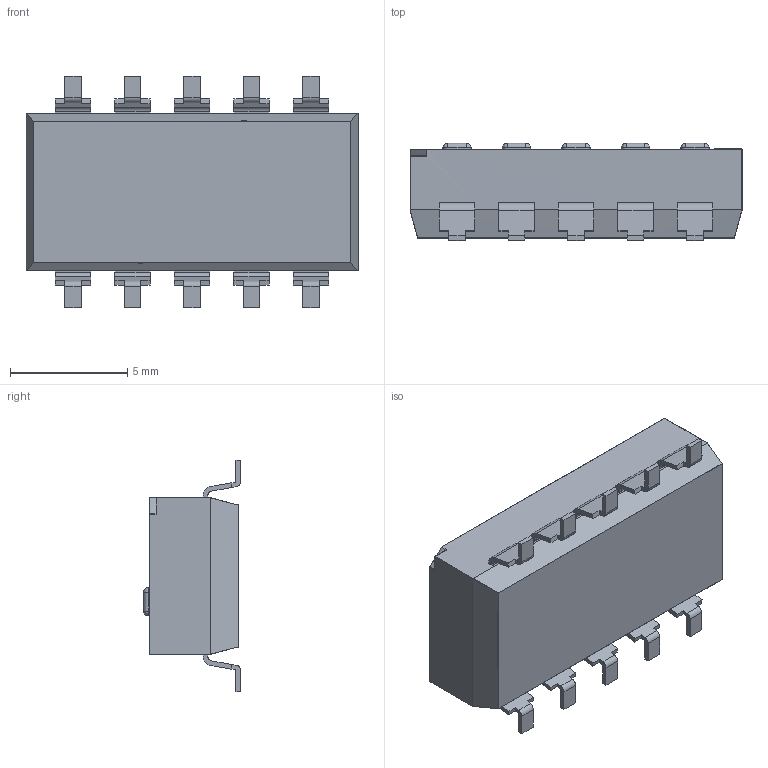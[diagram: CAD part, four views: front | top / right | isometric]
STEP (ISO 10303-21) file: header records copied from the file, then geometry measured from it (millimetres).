
FILE_DESCRIPTION (( 'STEP AP214' ), '1' );
FILE_NAME ('User Library-DIP SW 5P.STEP', '2019-10-01T15:28:31', ( '' ), ( '' ), 'SwSTEP 2.0', 'SolidWorks 2019', '' );
FILE_SCHEMA (( 'AUTOMOTIVE_DESIGN' ));
Length unit declared in the file: millimetre
Products named in the file (1): User Library-DIP SW 5P
Bounding box: 14.17 x 4.15 x 9.9 mm (x, y, z)
Volume: 351.3 mm3; surface area: 444.4 mm2
Topology: 1 solids, 1 shells, 450 faces, 1124 edges, 665 vertices
Faces by surface type: cylinder 196, plane 188, bspline 66
Entity records: 16674 total; most frequent: CARTESIAN_POINT 4351, ORIENTED_EDGE 2178, DIRECTION 1790, EDGE_CURVE 1089, VECTOR 690, LINE 690, VERTEX_POINT 665, AXIS2_PLACEMENT_3D 550
